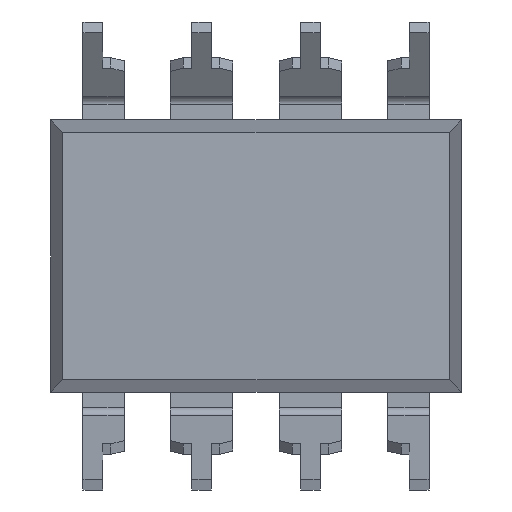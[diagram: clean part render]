
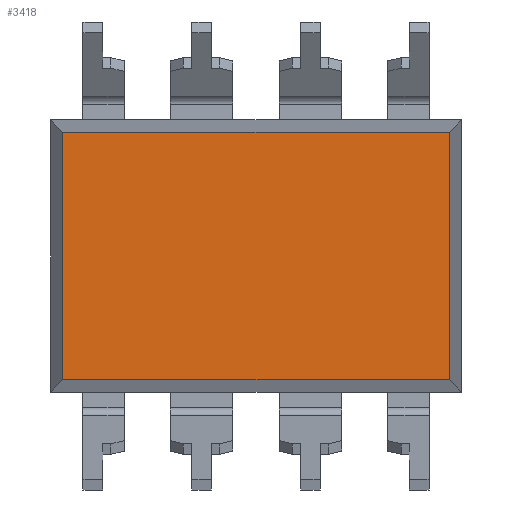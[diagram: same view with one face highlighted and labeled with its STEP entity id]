
A CAD part, front view. The second image highlights one B-rep face of the part: STEP entity #3418.
In plain terms, the highlighted planar face has unit normal (0, -1, 0).
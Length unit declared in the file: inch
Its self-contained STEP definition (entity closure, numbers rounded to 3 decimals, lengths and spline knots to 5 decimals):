
#63 = VECTOR ( 'NONE', #1377, 39.37008 ) ;
#130 = AXIS2_PLACEMENT_3D ( 'NONE', #2681, #754, #1447 ) ;
#202 = CARTESIAN_POINT ( 'NONE',  ( -0.17756, 0.02, -0.11381 ) ) ;
#284 = DIRECTION ( 'NONE',  ( -1., 0., 0. ) ) ;
#468 = ORIENTED_EDGE ( 'NONE', *, *, #646, .T. ) ;
#633 = CARTESIAN_POINT ( 'NONE',  ( 0.17756, 0.02, -0.11381 ) ) ;
#643 = ORIENTED_EDGE ( 'NONE', *, *, #3049, .T. ) ;
#646 = EDGE_CURVE ( 'NONE', #2339, #3828, #3875, .T. ) ;
#754 = DIRECTION ( 'NONE',  ( 0., -1., 0. ) ) ;
#931 = DIRECTION ( 'NONE',  ( 0., 0., -1. ) ) ;
#980 = DIRECTION ( 'NONE',  ( 1., 0., 0. ) ) ;
#993 = LINE ( 'NONE', #3759, #2606 ) ;
#1124 = PLANE ( 'NONE',  #130 ) ;
#1143 = FACE_OUTER_BOUND ( 'NONE', #2514, .T. ) ;
#1377 = DIRECTION ( 'NONE',  ( 0., 0., 1. ) ) ;
#1447 = DIRECTION ( 'NONE',  ( 0., 0., -1. ) ) ;
#1632 = CARTESIAN_POINT ( 'NONE',  ( -0.18875, 0.02, -0.11381 ) ) ;
#1680 = CARTESIAN_POINT ( 'NONE',  ( 0.17756, 0.02, -0.125 ) ) ;
#1706 = ORIENTED_EDGE ( 'NONE', *, *, #4136, .T. ) ;
#1805 = VERTEX_POINT ( 'NONE', #2546 ) ;
#2266 = LINE ( 'NONE', #4180, #3126 ) ;
#2301 = VERTEX_POINT ( 'NONE', #3114 ) ;
#2339 = VERTEX_POINT ( 'NONE', #202 ) ;
#2514 = EDGE_LOOP ( 'NONE', ( #468, #3118, #643, #1706 ) ) ;
#2546 = CARTESIAN_POINT ( 'NONE',  ( -0.17756, 0.02, 0.11381 ) ) ;
#2606 = VECTOR ( 'NONE', #931, 39.37008 ) ;
#2681 = CARTESIAN_POINT ( 'NONE',  ( 0., 0.02, 0. ) ) ;
#2715 = EDGE_CURVE ( 'NONE', #3828, #2301, #2996, .T. ) ;
#2996 = LINE ( 'NONE', #1680, #63 ) ;
#3049 = EDGE_CURVE ( 'NONE', #2301, #1805, #2266, .T. ) ;
#3114 = CARTESIAN_POINT ( 'NONE',  ( 0.17756, 0.02, 0.11381 ) ) ;
#3118 = ORIENTED_EDGE ( 'NONE', *, *, #2715, .T. ) ;
#3126 = VECTOR ( 'NONE', #284, 39.37008 ) ;
#3418 = ADVANCED_FACE ( 'NONE', ( #1143 ), #1124, .T. ) ;
#3625 = VECTOR ( 'NONE', #980, 39.37008 ) ;
#3759 = CARTESIAN_POINT ( 'NONE',  ( -0.17756, 0.02, 0.125 ) ) ;
#3828 = VERTEX_POINT ( 'NONE', #633 ) ;
#3875 = LINE ( 'NONE', #1632, #3625 ) ;
#4136 = EDGE_CURVE ( 'NONE', #1805, #2339, #993, .T. ) ;
#4180 = CARTESIAN_POINT ( 'NONE',  ( 0.18875, 0.02, 0.11381 ) ) ;
